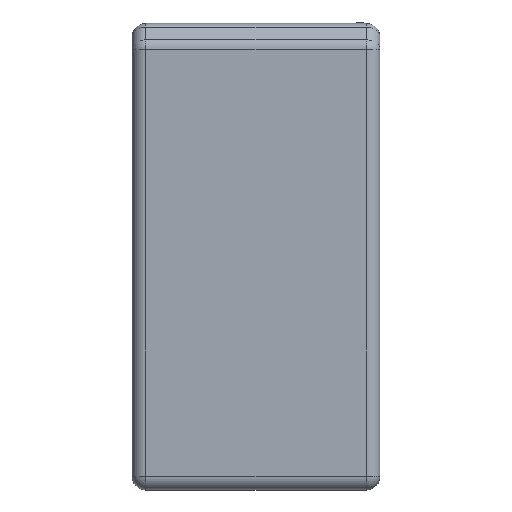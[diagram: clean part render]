
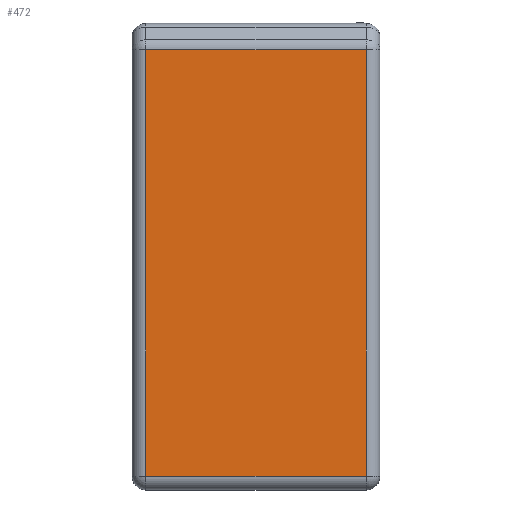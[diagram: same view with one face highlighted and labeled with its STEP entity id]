
A CAD part, top view. The second image highlights one B-rep face of the part: STEP entity #472.
In plain terms, the highlighted planar face has unit normal (0, 0, 1).
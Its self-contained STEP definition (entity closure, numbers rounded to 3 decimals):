
#19=PLANE('',#539);
#49=FACE_OUTER_BOUND('',#87,.T.);
#87=EDGE_LOOP('',(#346,#347,#348,#349));
#121=LINE('',#794,#153);
#124=LINE('',#810,#156);
#126=LINE('',#816,#158);
#127=LINE('',#817,#159);
#153=VECTOR('',#618,10.);
#156=VECTOR('',#641,10.);
#158=VECTOR('',#647,10.);
#159=VECTOR('',#648,10.);
#221=VERTEX_POINT('',#788);
#223=VERTEX_POINT('',#792);
#226=VERTEX_POINT('',#809);
#228=VERTEX_POINT('',#815);
#260=EDGE_CURVE('',#223,#221,#121,.T.);
#268=EDGE_CURVE('',#221,#226,#124,.T.);
#271=EDGE_CURVE('',#228,#223,#126,.T.);
#272=EDGE_CURVE('',#226,#228,#127,.T.);
#346=ORIENTED_EDGE('',*,*,#260,.F.);
#347=ORIENTED_EDGE('',*,*,#271,.F.);
#348=ORIENTED_EDGE('',*,*,#272,.F.);
#349=ORIENTED_EDGE('',*,*,#268,.F.);
#472=ADVANCED_FACE('',(#49),#19,.T.);
#539=AXIS2_PLACEMENT_3D('',#814,#645,#646);
#618=DIRECTION('',(-1.,0.,0.));
#641=DIRECTION('',(0.,1.,0.));
#645=DIRECTION('center_axis',(0.,0.,1.));
#646=DIRECTION('ref_axis',(1.,0.,0.));
#647=DIRECTION('',(0.,-1.,0.));
#648=DIRECTION('',(1.,0.,0.));
#788=CARTESIAN_POINT('',(-16.05,-32.,10.5));
#792=CARTESIAN_POINT('',(16.05,-32.,10.5));
#794=CARTESIAN_POINT('',(-9.025,-32.,10.5));
#809=CARTESIAN_POINT('',(-16.05,30.172,10.5));
#810=CARTESIAN_POINT('',(-16.05,17.,10.5));
#814=CARTESIAN_POINT('Origin',(0.,0.,10.5));
#815=CARTESIAN_POINT('',(16.05,30.172,10.5));
#816=CARTESIAN_POINT('',(16.05,-17.,10.5));
#817=CARTESIAN_POINT('',(4.513,30.172,10.5));
